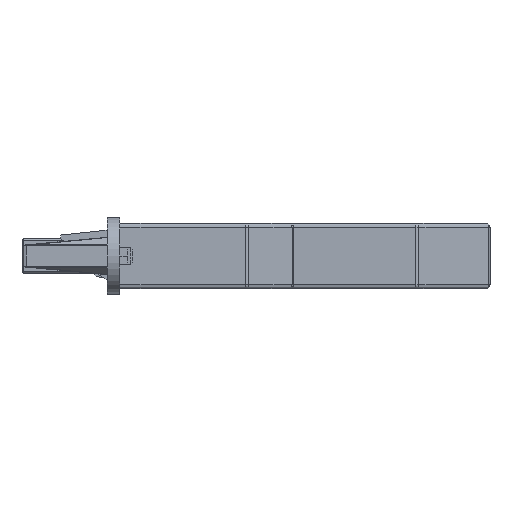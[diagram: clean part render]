
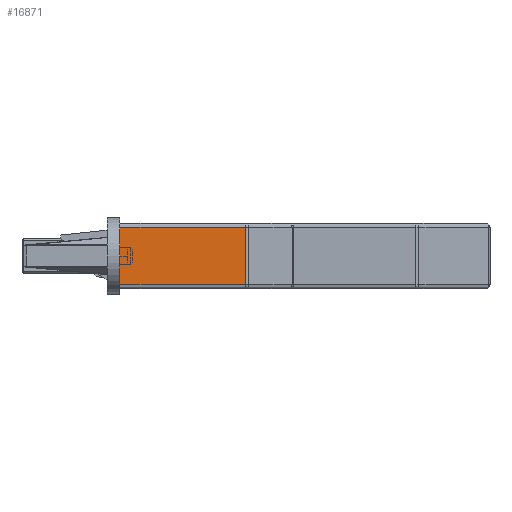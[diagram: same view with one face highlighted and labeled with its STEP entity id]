
A CAD part, front view. The second image highlights one B-rep face of the part: STEP entity #16871.
In plain terms, the highlighted planar face has unit normal (0, -1, 0).
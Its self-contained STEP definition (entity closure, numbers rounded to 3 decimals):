
#299 = CARTESIAN_POINT ( 'NONE',  ( 27.3, -33.75, 12.25 ) ) ;
#326 = EDGE_CURVE ( 'NONE', #5741, #4045, #2104, .T. ) ;
#1418 = ORIENTED_EDGE ( 'NONE', *, *, #326, .T. ) ;
#1758 = CARTESIAN_POINT ( 'NONE',  ( -13.5, -33.75, 12.25 ) ) ;
#2104 = LINE ( 'NONE', #1758, #10097 ) ;
#2385 = CARTESIAN_POINT ( 'NONE',  ( 16.086, -33.75, -2.25 ) ) ;
#2650 = VECTOR ( 'NONE', #6775, 1000. ) ;
#3632 = LINE ( 'NONE', #14795, #7934 ) ;
#4045 = VERTEX_POINT ( 'NONE', #16009 ) ;
#4187 = PLANE ( 'NONE',  #9195 ) ;
#4534 = CARTESIAN_POINT ( 'NONE',  ( 16.086, -33.75, 12.25 ) ) ;
#5276 = ORIENTED_EDGE ( 'NONE', *, *, #7361, .T. ) ;
#5610 = FACE_OUTER_BOUND ( 'NONE', #11388, .T. ) ;
#5741 = VERTEX_POINT ( 'NONE', #12911 ) ;
#6775 = DIRECTION ( 'NONE',  ( 0., 0., 1. ) ) ;
#7165 = EDGE_CURVE ( 'NONE', #4045, #17317, #3632, .T. ) ;
#7226 = CARTESIAN_POINT ( 'NONE',  ( 27.3, -33.75, 11.25 ) ) ;
#7350 = LINE ( 'NONE', #7226, #10465 ) ;
#7361 = EDGE_CURVE ( 'NONE', #17317, #17733, #19032, .T. ) ;
#7934 = VECTOR ( 'NONE', #9389, 1000. ) ;
#8963 = DIRECTION ( 'NONE',  ( 0., 0., -1. ) ) ;
#9195 = AXIS2_PLACEMENT_3D ( 'NONE', #299, #12779, #19997 ) ;
#9389 = DIRECTION ( 'NONE',  ( 1., 0., 0. ) ) ;
#10097 = VECTOR ( 'NONE', #8963, 1000. ) ;
#10465 = VECTOR ( 'NONE', #16162, 1000. ) ;
#11133 = ORIENTED_EDGE ( 'NONE', *, *, #7165, .T. ) ;
#11388 = EDGE_LOOP ( 'NONE', ( #5276, #11604, #1418, #11133 ) ) ;
#11604 = ORIENTED_EDGE ( 'NONE', *, *, #22753, .T. ) ;
#12779 = DIRECTION ( 'NONE',  ( 0., 1., 0. ) ) ;
#12911 = CARTESIAN_POINT ( 'NONE',  ( -13.5, -33.75, 11.25 ) ) ;
#14795 = CARTESIAN_POINT ( 'NONE',  ( 27.3, -33.75, -2.25 ) ) ;
#16009 = CARTESIAN_POINT ( 'NONE',  ( -13.5, -33.75, -2.25 ) ) ;
#16162 = DIRECTION ( 'NONE',  ( -1., 0., 0. ) ) ;
#16269 = CARTESIAN_POINT ( 'NONE',  ( 16.086, -33.75, 11.25 ) ) ;
#16871 = ADVANCED_FACE ( 'NONE', ( #5610 ), #4187, .F. ) ;
#17317 = VERTEX_POINT ( 'NONE', #2385 ) ;
#17733 = VERTEX_POINT ( 'NONE', #16269 ) ;
#19032 = LINE ( 'NONE', #4534, #2650 ) ;
#19997 = DIRECTION ( 'NONE',  ( -1., 0., 0. ) ) ;
#22753 = EDGE_CURVE ( 'NONE', #17733, #5741, #7350, .T. ) ;
